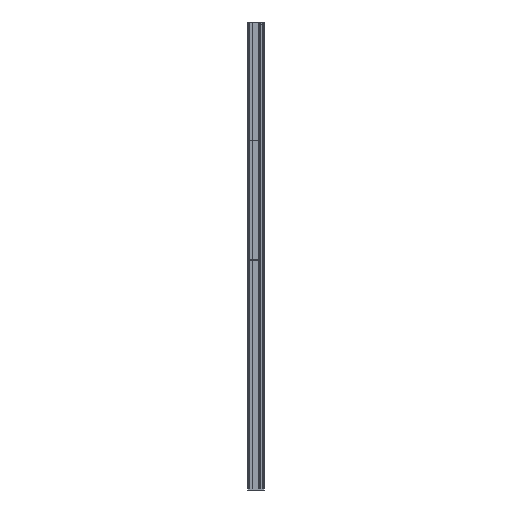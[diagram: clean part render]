
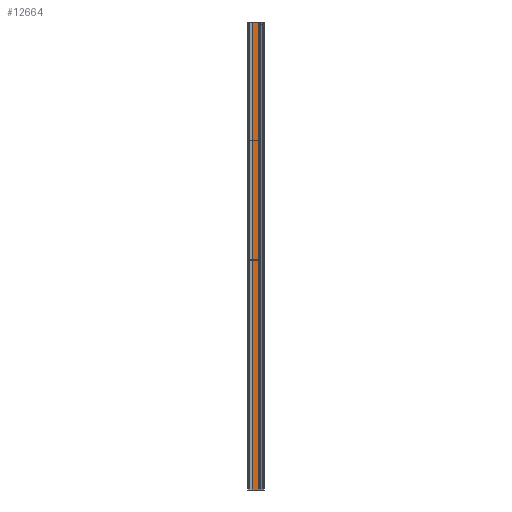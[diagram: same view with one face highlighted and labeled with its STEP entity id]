
A CAD part, left-side view. The second image highlights one B-rep face of the part: STEP entity #12664.
In plain terms, the highlighted planar face has unit normal (-1, 0, 0).
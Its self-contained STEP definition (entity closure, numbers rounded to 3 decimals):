
#522 = ORIENTED_EDGE ( 'NONE', *, *, #15914, .T. ) ;
#2545 = VECTOR ( 'NONE', #11969, 1000. ) ;
#2567 = VERTEX_POINT ( 'NONE', #3475 ) ;
#2583 = LINE ( 'NONE', #16197, #3059 ) ;
#3059 = VECTOR ( 'NONE', #19356, 1000. ) ;
#3316 = EDGE_CURVE ( 'NONE', #11932, #5690, #6545, .T. ) ;
#3475 = CARTESIAN_POINT ( 'NONE',  ( -100.083, -8.3, 0. ) ) ;
#3653 = DIRECTION ( 'NONE',  ( 0., -1., 0. ) ) ;
#3975 = CARTESIAN_POINT ( 'NONE',  ( -100.083, -8.3, 1500. ) ) ;
#4228 = ORIENTED_EDGE ( 'NONE', *, *, #4583, .T. ) ;
#4583 = EDGE_CURVE ( 'NONE', #11932, #5973, #2583, .T. ) ;
#5506 = EDGE_CURVE ( 'NONE', #5690, #2567, #7692, .T. ) ;
#5690 = VERTEX_POINT ( 'NONE', #12584 ) ;
#5973 = VERTEX_POINT ( 'NONE', #8728 ) ;
#6002 = CARTESIAN_POINT ( 'NONE',  ( -100.083, 0., 0. ) ) ;
#6036 = CARTESIAN_POINT ( 'NONE',  ( -100.083, 0., 1500. ) ) ;
#6545 = LINE ( 'NONE', #17870, #14913 ) ;
#6916 = VECTOR ( 'NONE', #13964, 1000. ) ;
#7289 = EDGE_LOOP ( 'NONE', ( #522, #7707, #17652, #4228 ) ) ;
#7692 = LINE ( 'NONE', #3975, #2545 ) ;
#7707 = ORIENTED_EDGE ( 'NONE', *, *, #5506, .F. ) ;
#8728 = CARTESIAN_POINT ( 'NONE',  ( -100.083, 28.607, 0. ) ) ;
#9126 = DIRECTION ( 'NONE',  ( 1., 0., 0. ) ) ;
#9193 = FACE_OUTER_BOUND ( 'NONE', #7289, .T. ) ;
#9260 = DIRECTION ( 'NONE',  ( 0., 1., 0. ) ) ;
#10936 = AXIS2_PLACEMENT_3D ( 'NONE', #6036, #9126, #9260 ) ;
#11932 = VERTEX_POINT ( 'NONE', #12040 ) ;
#11969 = DIRECTION ( 'NONE',  ( 0., 0., -1. ) ) ;
#12040 = CARTESIAN_POINT ( 'NONE',  ( -100.083, 28.607, 1500. ) ) ;
#12319 = LINE ( 'NONE', #6002, #6916 ) ;
#12584 = CARTESIAN_POINT ( 'NONE',  ( -100.083, -8.3, 1500. ) ) ;
#12664 = ADVANCED_FACE ( 'NONE', ( #9193 ), #15639, .F. ) ;
#13964 = DIRECTION ( 'NONE',  ( 0., -1., 0. ) ) ;
#14913 = VECTOR ( 'NONE', #3653, 1000. ) ;
#15639 = PLANE ( 'NONE',  #10936 ) ;
#15914 = EDGE_CURVE ( 'NONE', #5973, #2567, #12319, .T. ) ;
#16197 = CARTESIAN_POINT ( 'NONE',  ( -100.083, 28.607, 1500. ) ) ;
#17652 = ORIENTED_EDGE ( 'NONE', *, *, #3316, .F. ) ;
#17870 = CARTESIAN_POINT ( 'NONE',  ( -100.083, 0., 1500. ) ) ;
#19356 = DIRECTION ( 'NONE',  ( 0., 0., -1. ) ) ;
